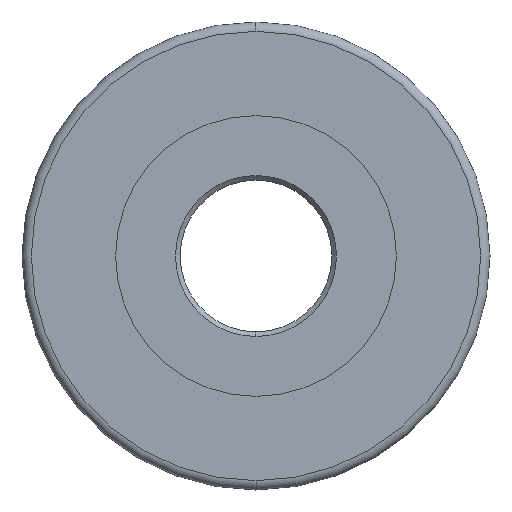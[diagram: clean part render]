
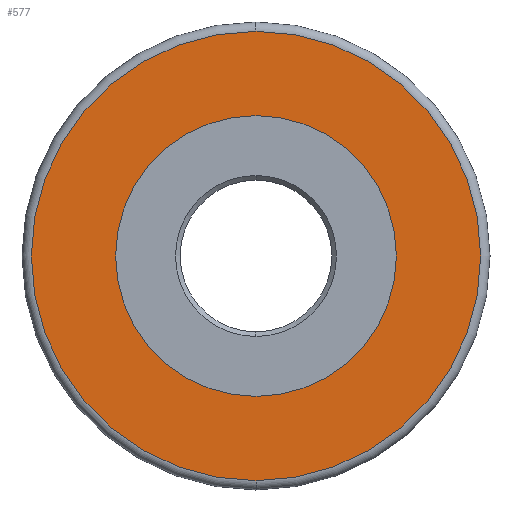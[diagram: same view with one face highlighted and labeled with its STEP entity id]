
A CAD part, left-side view. The second image highlights one B-rep face of the part: STEP entity #577.
In plain terms, the highlighted planar face has unit normal (-1, 0, 0).
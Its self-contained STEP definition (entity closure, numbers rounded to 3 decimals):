
#1 = EDGE_CURVE ( 'NONE', #367, #571, #167, .T. ) ;
#48 = CIRCLE ( 'NONE', #611, 24. ) ;
#49 = DIRECTION ( 'NONE',  ( -1., 0., 0. ) ) ;
#77 = AXIS2_PLACEMENT_3D ( 'NONE', #105, #49, #88 ) ;
#87 = CARTESIAN_POINT ( 'NONE',  ( 2., 0., -24. ) ) ;
#88 = DIRECTION ( 'NONE',  ( 0., 0., 1. ) ) ;
#95 = EDGE_LOOP ( 'NONE', ( #139, #111 ) ) ;
#105 = CARTESIAN_POINT ( 'NONE',  ( 2., 0., 0. ) ) ;
#111 = ORIENTED_EDGE ( 'NONE', *, *, #1, .T. ) ;
#116 = DIRECTION ( 'NONE',  ( -1., 0., 0. ) ) ;
#137 = VERTEX_POINT ( 'NONE', #253 ) ;
#139 = ORIENTED_EDGE ( 'NONE', *, *, #206, .T. ) ;
#159 = CARTESIAN_POINT ( 'NONE',  ( 2., 0., -15. ) ) ;
#167 = CIRCLE ( 'NONE', #301, 24. ) ;
#183 = DIRECTION ( 'NONE',  ( 0., 0., -1. ) ) ;
#200 = AXIS2_PLACEMENT_3D ( 'NONE', #223, #254, #183 ) ;
#206 = EDGE_CURVE ( 'NONE', #571, #367, #48, .T. ) ;
#210 = CARTESIAN_POINT ( 'NONE',  ( 2., 0., 0. ) ) ;
#223 = CARTESIAN_POINT ( 'NONE',  ( 2., 15., 0. ) ) ;
#247 = FACE_BOUND ( 'NONE', #460, .T. ) ;
#250 = CARTESIAN_POINT ( 'NONE',  ( 2., 0., 0. ) ) ;
#253 = CARTESIAN_POINT ( 'NONE',  ( 2., 0., 15. ) ) ;
#254 = DIRECTION ( 'NONE',  ( 1., 0., 0. ) ) ;
#268 = DIRECTION ( 'NONE',  ( 0., 0., -1. ) ) ;
#273 = EDGE_CURVE ( 'NONE', #545, #137, #381, .T. ) ;
#280 = PLANE ( 'NONE',  #200 ) ;
#301 = AXIS2_PLACEMENT_3D ( 'NONE', #250, #414, #489 ) ;
#367 = VERTEX_POINT ( 'NONE', #609 ) ;
#381 = CIRCLE ( 'NONE', #77, 15. ) ;
#402 = CIRCLE ( 'NONE', #587, 15. ) ;
#414 = DIRECTION ( 'NONE',  ( -1., 0., 0. ) ) ;
#425 = DIRECTION ( 'NONE',  ( -1., 0., 0. ) ) ;
#458 = ORIENTED_EDGE ( 'NONE', *, *, #490, .F. ) ;
#460 = EDGE_LOOP ( 'NONE', ( #458, #604 ) ) ;
#489 = DIRECTION ( 'NONE',  ( 0., 0., -1. ) ) ;
#490 = EDGE_CURVE ( 'NONE', #137, #545, #402, .T. ) ;
#501 = DIRECTION ( 'NONE',  ( 0., 0., 1. ) ) ;
#503 = FACE_OUTER_BOUND ( 'NONE', #95, .T. ) ;
#545 = VERTEX_POINT ( 'NONE', #159 ) ;
#551 = CARTESIAN_POINT ( 'NONE',  ( 2., 0., 0. ) ) ;
#571 = VERTEX_POINT ( 'NONE', #87 ) ;
#577 = ADVANCED_FACE ( 'NONE', ( #503, #247 ), #280, .F. ) ;
#587 = AXIS2_PLACEMENT_3D ( 'NONE', #210, #116, #501 ) ;
#604 = ORIENTED_EDGE ( 'NONE', *, *, #273, .F. ) ;
#609 = CARTESIAN_POINT ( 'NONE',  ( 2., 0., 24. ) ) ;
#611 = AXIS2_PLACEMENT_3D ( 'NONE', #551, #425, #268 ) ;
